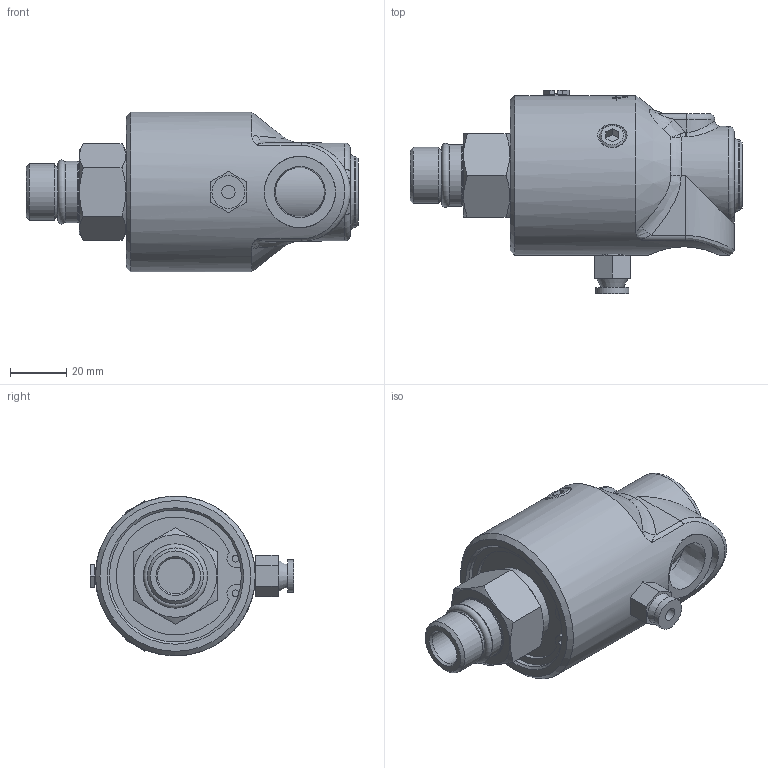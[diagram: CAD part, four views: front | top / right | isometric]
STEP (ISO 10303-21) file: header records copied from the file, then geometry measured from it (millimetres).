
FILE_DESCRIPTION(/* description */ (''),/* implementation_level */ '2;1');
FILE_NAME(/* name */ '157-077-738-IC.stp',/* time_stamp */ '2020-05-21T13:31:17-05:00',/* author */ ('dyurkovich'),/* organization */ (''),/* preprocessor_version */ 'ST-DEVELOPER v18',/* originating_system */ 'Autodesk Inventor 2020',/* authorisation */ '');
FILE_SCHEMA (('AUTOMOTIVE_DESIGN { 1 0 10303 214 3 1 1 }'));
Products named in the file (1): 157-077-738-IC
Bounding box: 118.47 x 72.77 x 57 mm (x, y, z)
Volume: 180915 mm3; surface area: 25645.6 mm2
Topology: 2 solids, 4 shells, 441 faces, 1153 edges, 769 vertices
Faces by surface type: bspline 179, plane 162, cylinder 64, cone 28, torus 8
Full cylindrical faces by diameter (mm): 2.362 x2, 4.73 x1, 6.325 x1, 7.95 x2, 11.7 x1, 12.7 x1, 17.6 x1, 20 x1, 22 x1, 25.4 x2, 27.8 x1, 47.07 x1, 57 x1
Entity records: 48826 total; most frequent: CARTESIAN_POINT 38533, ORIENTED_EDGE 2298, DIRECTION 1700, EDGE_CURVE 1149, VERTEX_POINT 769, AXIS2_PLACEMENT_3D 616, EDGE_LOOP 496, LINE 468
